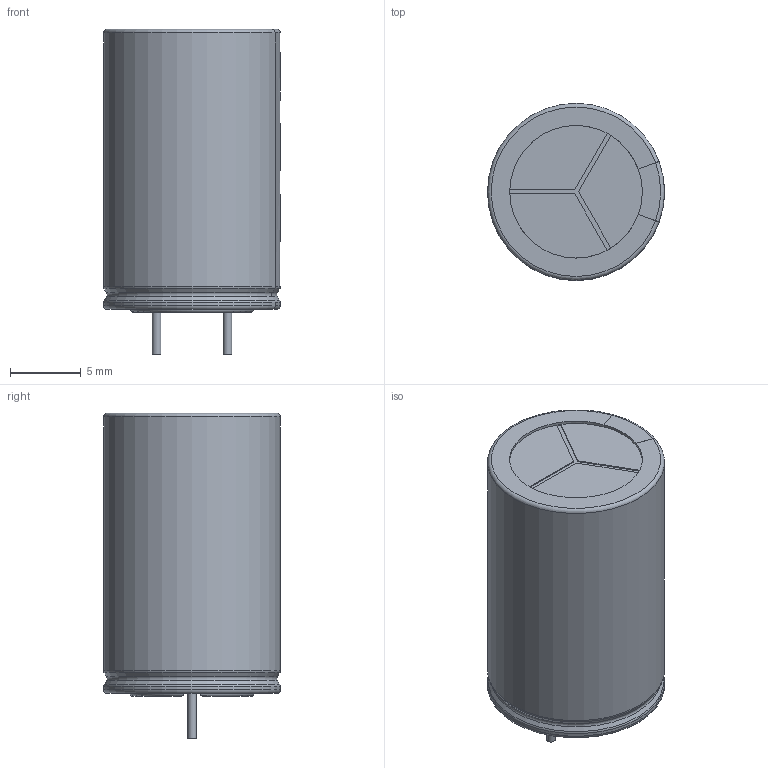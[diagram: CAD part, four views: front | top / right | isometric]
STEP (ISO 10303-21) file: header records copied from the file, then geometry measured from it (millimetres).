
FILE_DESCRIPTION(/* description */ ('STEP AP214'),/* implementation_level */ '2;1');
FILE_NAME(/* name */ 'CAP_POL-5MM-D12.5MM-H20MM-V.STEP',/* time_stamp */ '2023-10-20T19:21:36+03:00',/* author */ ('Sandman'),/* organization */ (''),/* preprocessor_version */ 'ST-DEVELOPER v18.1',/* originating_system */ 'Autodesk Inventor 2021',/* authorisation */ '');
FILE_SCHEMA (('AUTOMOTIVE_DESIGN { 1 0 10303 214 3 1 1 }'));
Length unit declared in the file: millimetre
Products named in the file (1): CAP_POL-5MM-D12.5MM-H20MM-V
Bounding box: 12.5 x 12.5 x 23 mm (x, y, z)
Volume: 2395.5 mm3; surface area: 1142.1 mm2
Topology: 1 solids, 1 shells, 70 faces, 173 edges, 112 vertices
Faces by surface type: plane 35, cylinder 19, torus 12, cone 4
Full cylindrical faces by diameter (mm): 0.6 x2, 9.375 x1
Entity records: 2260 total; most frequent: CARTESIAN_POINT 408, DIRECTION 390, ORIENTED_EDGE 346, EDGE_CURVE 173, AXIS2_PLACEMENT_3D 150, VERTEX_POINT 112, LINE 90, VECTOR 90
